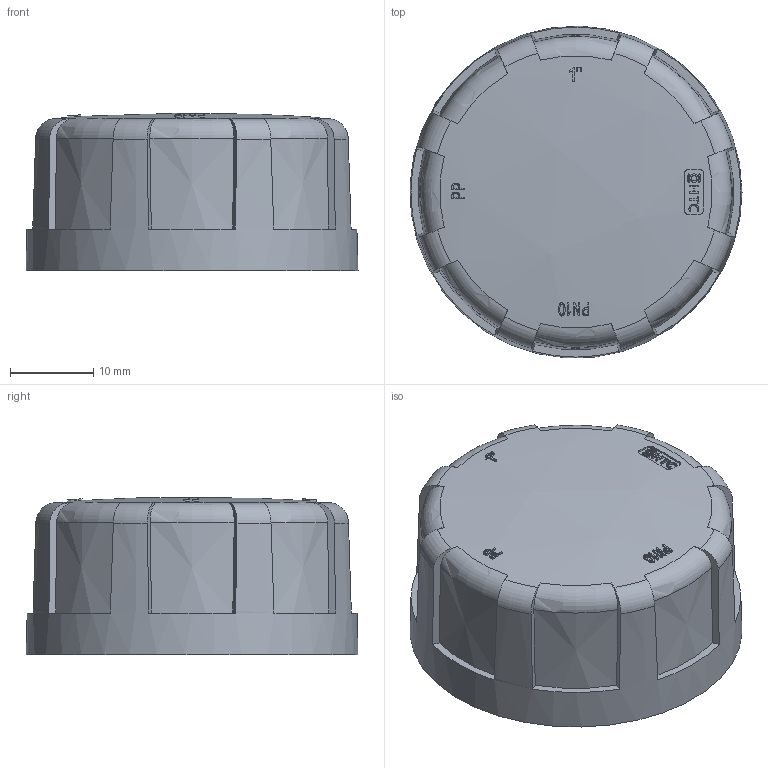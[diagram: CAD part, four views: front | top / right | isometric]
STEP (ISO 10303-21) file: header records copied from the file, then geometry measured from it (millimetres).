
FILE_DESCRIPTION(/* description */ (''),/* implementation_level */ '2;1');
FILE_NAME(/* name */ '1.stp',/* time_stamp */ '2025-07-05T16:31:00+08:00',/* author */ (''),/* organization */ (''),/* preprocessor_version */ 'ST-DEVELOPER v16.7',/* originating_system */ 'SIEMENS PLM Software NX 12.0',/* authorisation */ '');
FILE_SCHEMA (('AUTOMOTIVE_DESIGN { 1 0 10303 214 3 1 1 1 }'));
Length unit declared in the file: millimetre
Products named in the file (1): Admi4AFC3809x2h5
Bounding box: 39.98 x 39.95 x 18.92 mm (x, y, z)
Volume: 9229.2 mm3; surface area: 7247.9 mm2
Topology: 1 solids, 1 shells, 195 faces, 534 edges, 363 vertices
Faces by surface type: plane 111, sphere 22, extrusion 22, torus 16, cylinder 12, cone 10, bspline 2
Full cylindrical faces by diameter (mm): 0.675 x1, 1.019 x1, 34.091 x1
Entity records: 10055 total; most frequent: CARTESIAN_POINT 4646, ORIENTED_EDGE 1050, DIRECTION 970, EDGE_CURVE 525, AXIS2_PLACEMENT_3D 410, VERTEX_POINT 359, CIRCLE 238, EDGE_LOOP 222
